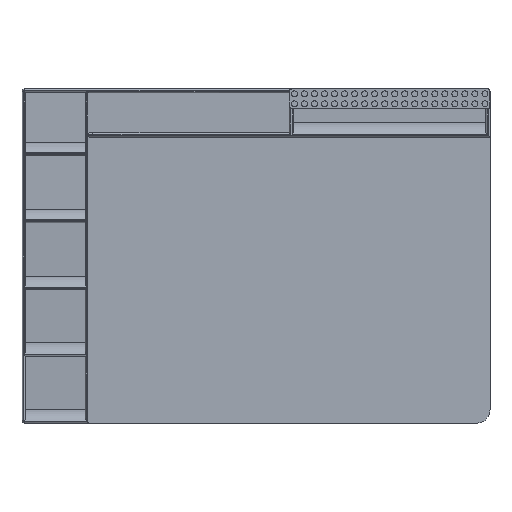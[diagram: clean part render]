
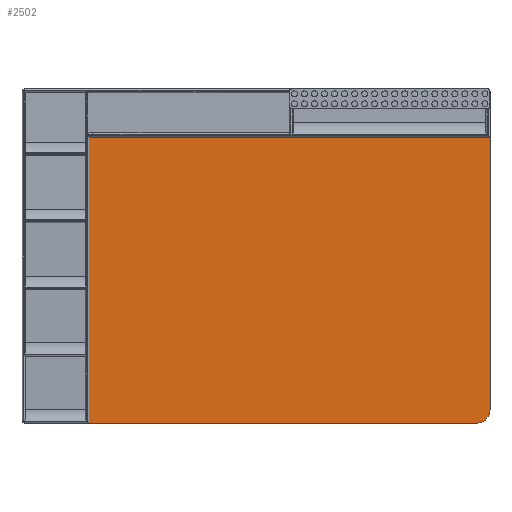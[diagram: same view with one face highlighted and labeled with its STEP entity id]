
A CAD part, top view. The second image highlights one B-rep face of the part: STEP entity #2502.
In plain terms, the highlighted planar face has unit normal (0, 0, 1).
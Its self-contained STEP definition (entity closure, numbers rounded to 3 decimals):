
#96=PLANE('',#2746);
#184=FACE_OUTER_BOUND('',#399,.T.);
#399=EDGE_LOOP('',(#1782,#1783,#1784,#1785,#1786,#1787,#1788,#1789));
#618=CIRCLE('',#2738,2.);
#624=CIRCLE('',#2747,2.);
#625=CIRCLE('',#2748,10.);
#715=LINE('',#4020,#910);
#717=LINE('',#4026,#912);
#718=LINE('',#4028,#913);
#719=LINE('',#4030,#914);
#720=LINE('',#4032,#915);
#910=VECTOR('',#3160,10.);
#912=VECTOR('',#3166,10.);
#913=VECTOR('',#3167,10.);
#914=VECTOR('',#3168,10.);
#915=VECTOR('',#3169,10.);
#1159=VERTEX_POINT('',#3995);
#1160=VERTEX_POINT('',#3996);
#1169=VERTEX_POINT('',#4019);
#1170=VERTEX_POINT('',#4023);
#1171=VERTEX_POINT('',#4025);
#1172=VERTEX_POINT('',#4027);
#1173=VERTEX_POINT('',#4029);
#1174=VERTEX_POINT('',#4031);
#1396=EDGE_CURVE('',#1159,#1160,#618,.T.);
#1408=EDGE_CURVE('',#1169,#1160,#715,.T.);
#1410=EDGE_CURVE('',#1170,#1159,#624,.F.);
#1411=EDGE_CURVE('',#1170,#1171,#717,.T.);
#1412=EDGE_CURVE('',#1171,#1172,#718,.T.);
#1413=EDGE_CURVE('',#1172,#1173,#719,.T.);
#1414=EDGE_CURVE('',#1173,#1174,#720,.T.);
#1415=EDGE_CURVE('',#1169,#1174,#625,.T.);
#1782=ORIENTED_EDGE('',*,*,#1396,.F.);
#1783=ORIENTED_EDGE('',*,*,#1410,.F.);
#1784=ORIENTED_EDGE('',*,*,#1411,.T.);
#1785=ORIENTED_EDGE('',*,*,#1412,.T.);
#1786=ORIENTED_EDGE('',*,*,#1413,.T.);
#1787=ORIENTED_EDGE('',*,*,#1414,.T.);
#1788=ORIENTED_EDGE('',*,*,#1415,.F.);
#1789=ORIENTED_EDGE('',*,*,#1408,.T.);
#2502=ADVANCED_FACE('',(#184),#96,.T.);
#2738=AXIS2_PLACEMENT_3D('',#3997,#3138,#3139);
#2746=AXIS2_PLACEMENT_3D('',#4022,#3162,#3163);
#2747=AXIS2_PLACEMENT_3D('',#4024,#3164,#3165);
#2748=AXIS2_PLACEMENT_3D('',#4033,#3170,#3171);
#3138=DIRECTION('center_axis',(0.,0.,-1.));
#3139=DIRECTION('ref_axis',(0.707,0.707,0.));
#3160=DIRECTION('',(0.,1.,0.));
#3162=DIRECTION('center_axis',(0.,0.,1.));
#3163=DIRECTION('ref_axis',(1.,0.,0.));
#3164=DIRECTION('center_axis',(0.,0.,-1.));
#3165=DIRECTION('ref_axis',(0.707,0.707,0.));
#3166=DIRECTION('',(0.,-1.,0.));
#3167=DIRECTION('',(-1.,0.,0.));
#3168=DIRECTION('',(0.,-1.,0.));
#3169=DIRECTION('',(1.,0.,0.));
#3170=DIRECTION('center_axis',(0.,0.,-1.));
#3171=DIRECTION('ref_axis',(0.707,-0.707,0.));
#3995=CARTESIAN_POINT('',(174.74,123.986,1.5));
#3996=CARTESIAN_POINT('',(175.,123.,1.5));
#3997=CARTESIAN_POINT('Origin',(173.,123.,1.5));
#4019=CARTESIAN_POINT('',(175.,-115.,1.5));
#4020=CARTESIAN_POINT('',(175.,125.,1.5));
#4022=CARTESIAN_POINT('Origin',(0.,0.,
1.5));
#4023=CARTESIAN_POINT('',(175.,123.,1.5));
#4024=CARTESIAN_POINT('Origin',(173.,123.,1.5));
#4025=CARTESIAN_POINT('',(175.,89.,1.5));
#4026=CARTESIAN_POINT('',(175.,55.,1.5));
#4027=CARTESIAN_POINT('',(-125.,89.,1.5));
#4028=CARTESIAN_POINT('',(-62.5,89.,1.5));
#4029=CARTESIAN_POINT('',(-125.,-125.,1.5));
#4030=CARTESIAN_POINT('',(-125.,-62.5,1.5));
#4031=CARTESIAN_POINT('',(165.,-125.,1.5));
#4032=CARTESIAN_POINT('',(175.,-125.,1.5));
#4033=CARTESIAN_POINT('Origin',(165.,-115.,1.5));
